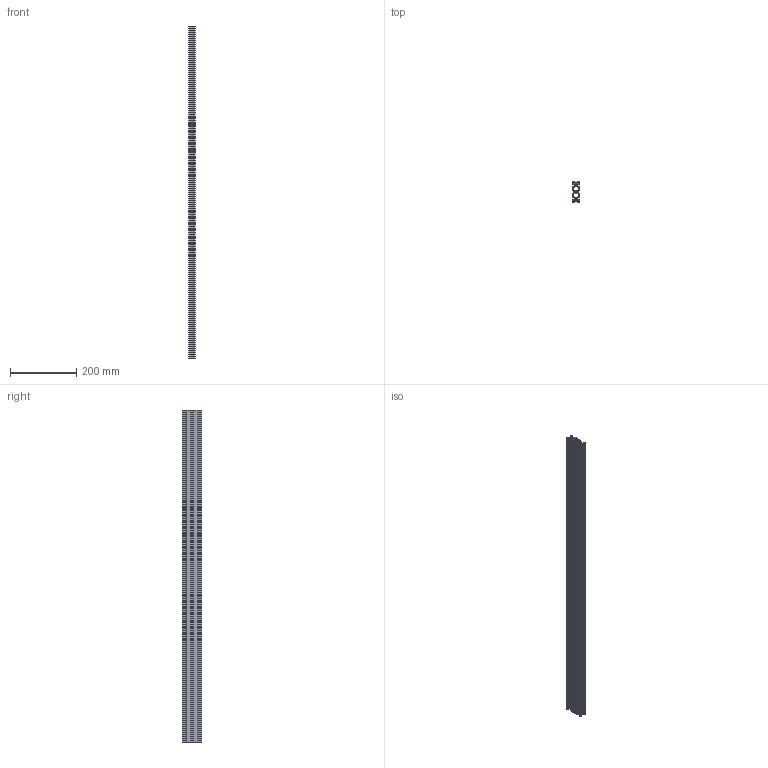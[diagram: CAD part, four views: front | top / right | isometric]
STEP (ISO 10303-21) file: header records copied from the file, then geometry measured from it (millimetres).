
FILE_DESCRIPTION (( 'STEP AP214' ), '1' );
FILE_NAME ('V-Slot 20mm x 60mm x 1000mm.step', '2015-01-21T14:20:13', ( 'Mark' ), ( '' ), 'SwSTEP 2.0', 'SolidWorks 2013', '' );
FILE_SCHEMA (( 'AUTOMOTIVE_DESIGN' ));
Length unit declared in the file: millimetre
Products named in the file (1): V-Slot 20mm x 60mm x 1000mm
Bounding box: 20 x 59.99 x 1000 mm (x, y, z)
Volume: 418965.8 mm3; surface area: 460509.9 mm2
Topology: 1 solids, 1 shells, 202 faces, 600 edges, 400 vertices
Faces by surface type: plane 176, cylinder 26
Entity records: 6746 total; most frequent: CARTESIAN_POINT 1203, ORIENTED_EDGE 1200, DIRECTION 1058, EDGE_CURVE 600, VECTOR 548, LINE 548, VERTEX_POINT 400, AXIS2_PLACEMENT_3D 255
